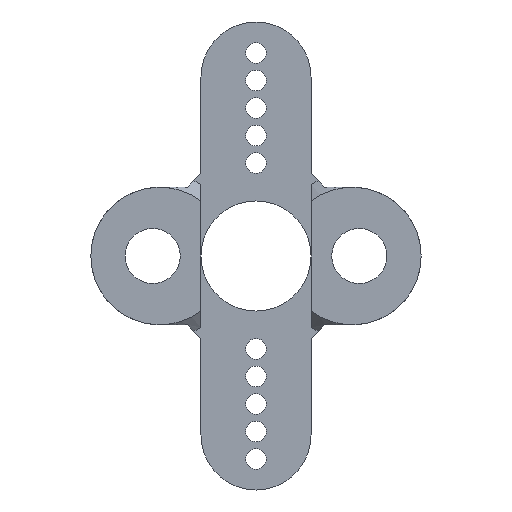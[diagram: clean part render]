
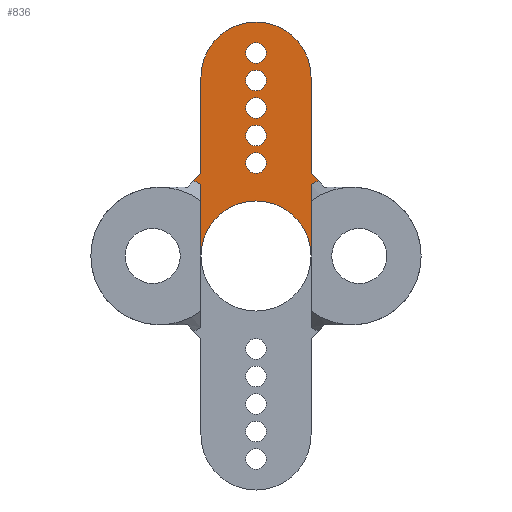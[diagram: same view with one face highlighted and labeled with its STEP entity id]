
A CAD part, front view. The second image highlights one B-rep face of the part: STEP entity #836.
In plain terms, the highlighted planar face has unit normal (0, -1, 0).
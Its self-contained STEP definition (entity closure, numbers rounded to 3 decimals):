
#17=FACE_BOUND('',#261,.T.);
#18=FACE_BOUND('',#262,.T.);
#19=FACE_BOUND('',#263,.T.);
#20=FACE_BOUND('',#264,.T.);
#21=FACE_BOUND('',#265,.T.);
#46=PLANE('',#915);
#74=LINE('',#1335,#135);
#75=LINE('',#1338,#136);
#77=LINE('',#1343,#138);
#78=LINE('',#1345,#139);
#79=LINE('',#1349,#140);
#80=LINE('',#1350,#141);
#135=VECTOR('',#1043,10.);
#136=VECTOR('',#1046,10.);
#138=VECTOR('',#1052,10.);
#139=VECTOR('',#1053,10.);
#140=VECTOR('',#1056,10.);
#141=VECTOR('',#1057,10.);
#214=FACE_OUTER_BOUND('',#260,.T.);
#260=EDGE_LOOP('',(#637,#638,#639,#640,#641,#642,#643,#644,#645,#646));
#261=EDGE_LOOP('',(#647));
#262=EDGE_LOOP('',(#648));
#263=EDGE_LOOP('',(#649));
#264=EDGE_LOOP('',(#650));
#265=EDGE_LOOP('',(#651));
#320=CIRCLE('',#892,6.);
#330=CIRCLE('',#907,6.);
#334=CIRCLE('',#916,4.);
#335=CIRCLE('',#917,4.);
#336=CIRCLE('',#918,0.75);
#337=CIRCLE('',#919,0.75);
#338=CIRCLE('',#920,0.75);
#339=CIRCLE('',#921,0.75);
#340=CIRCLE('',#922,0.75);
#382=VERTEX_POINT('',#1238);
#383=VERTEX_POINT('',#1243);
#405=VERTEX_POINT('',#1310);
#406=VERTEX_POINT('',#1314);
#410=VERTEX_POINT('',#1333);
#411=VERTEX_POINT('',#1337);
#412=VERTEX_POINT('',#1342);
#413=VERTEX_POINT('',#1344);
#414=VERTEX_POINT('',#1346);
#415=VERTEX_POINT('',#1348);
#416=VERTEX_POINT('',#1351);
#417=VERTEX_POINT('',#1353);
#418=VERTEX_POINT('',#1355);
#419=VERTEX_POINT('',#1357);
#420=VERTEX_POINT('',#1359);
#462=EDGE_CURVE('',#382,#383,#320,.T.);
#488=EDGE_CURVE('',#405,#406,#330,.T.);
#497=EDGE_CURVE('',#382,#410,#74,.T.);
#498=EDGE_CURVE('',#411,#406,#75,.T.);
#500=EDGE_CURVE('',#410,#411,#334,.T.);
#501=EDGE_CURVE('',#412,#405,#77,.T.);
#502=EDGE_CURVE('',#412,#413,#78,.T.);
#503=EDGE_CURVE('',#414,#413,#335,.T.);
#504=EDGE_CURVE('',#415,#414,#79,.T.);
#505=EDGE_CURVE('',#383,#415,#80,.T.);
#506=EDGE_CURVE('',#416,#416,#336,.T.);
#507=EDGE_CURVE('',#417,#417,#337,.T.);
#508=EDGE_CURVE('',#418,#418,#338,.T.);
#509=EDGE_CURVE('',#419,#419,#339,.T.);
#510=EDGE_CURVE('',#420,#420,#340,.T.);
#637=ORIENTED_EDGE('',*,*,#497,.T.);
#638=ORIENTED_EDGE('',*,*,#500,.T.);
#639=ORIENTED_EDGE('',*,*,#498,.T.);
#640=ORIENTED_EDGE('',*,*,#488,.F.);
#641=ORIENTED_EDGE('',*,*,#501,.F.);
#642=ORIENTED_EDGE('',*,*,#502,.T.);
#643=ORIENTED_EDGE('',*,*,#503,.F.);
#644=ORIENTED_EDGE('',*,*,#504,.F.);
#645=ORIENTED_EDGE('',*,*,#505,.F.);
#646=ORIENTED_EDGE('',*,*,#462,.F.);
#647=ORIENTED_EDGE('',*,*,#506,.T.);
#648=ORIENTED_EDGE('',*,*,#507,.T.);
#649=ORIENTED_EDGE('',*,*,#508,.T.);
#650=ORIENTED_EDGE('',*,*,#509,.T.);
#651=ORIENTED_EDGE('',*,*,#510,.T.);
#836=ADVANCED_FACE('',(#214,#17,#18,#19,#20,#21),#46,.T.);
#892=AXIS2_PLACEMENT_3D('',#1244,#988,#989);
#907=AXIS2_PLACEMENT_3D('',#1315,#1026,#1027);
#915=AXIS2_PLACEMENT_3D('',#1340,#1048,#1049);
#916=AXIS2_PLACEMENT_3D('',#1341,#1050,#1051);
#917=AXIS2_PLACEMENT_3D('',#1347,#1054,#1055);
#918=AXIS2_PLACEMENT_3D('',#1352,#1058,#1059);
#919=AXIS2_PLACEMENT_3D('',#1354,#1060,#1061);
#920=AXIS2_PLACEMENT_3D('',#1356,#1062,#1063);
#921=AXIS2_PLACEMENT_3D('',#1358,#1064,#1065);
#922=AXIS2_PLACEMENT_3D('',#1360,#1066,#1067);
#988=DIRECTION('center_axis',(0.,-1.,0.));
#989=DIRECTION('ref_axis',(0.707,0.,0.707));
#1026=DIRECTION('center_axis',(0.,-1.,0.));
#1027=DIRECTION('ref_axis',(-0.707,0.,0.707));
#1043=DIRECTION('',(0.,0.,-1.));
#1046=DIRECTION('',(0.,0.,1.));
#1048=DIRECTION('center_axis',(0.,-1.,0.));
#1049=DIRECTION('ref_axis',(0.,0.,-1.));
#1050=DIRECTION('center_axis',(0.,1.,0.));
#1051=DIRECTION('ref_axis',(1.,0.,0.));
#1052=DIRECTION('',(0.707,0.,-0.707));
#1053=DIRECTION('',(0.,0.,1.));
#1054=DIRECTION('center_axis',(0.,1.,0.));
#1055=DIRECTION('ref_axis',(0.707,0.,0.707));
#1056=DIRECTION('',(0.,0.,1.));
#1057=DIRECTION('',(0.707,0.,0.707));
#1058=DIRECTION('center_axis',(0.,1.,0.));
#1059=DIRECTION('ref_axis',(1.,0.,0.));
#1060=DIRECTION('center_axis',(0.,1.,0.));
#1061=DIRECTION('ref_axis',(1.,0.,0.));
#1062=DIRECTION('center_axis',(0.,1.,0.));
#1063=DIRECTION('ref_axis',(1.,0.,0.));
#1064=DIRECTION('center_axis',(0.,1.,0.));
#1065=DIRECTION('ref_axis',(1.,0.,0.));
#1066=DIRECTION('center_axis',(0.,1.,0.));
#1067=DIRECTION('ref_axis',(1.,0.,0.));
#1238=CARTESIAN_POINT('',(-4.,-2.,5.196));
#1243=CARTESIAN_POINT('',(-4.531,-2.,5.469));
#1244=CARTESIAN_POINT('Origin',(-7.,-2.,0.));
#1310=CARTESIAN_POINT('',(4.531,-2.,5.469));
#1314=CARTESIAN_POINT('',(4.,-2.,5.196));
#1315=CARTESIAN_POINT('Origin',(7.,-2.,0.));
#1333=CARTESIAN_POINT('',(-4.,-2.,0.));
#1335=CARTESIAN_POINT('',(-4.,-2.,-5.573));
#1337=CARTESIAN_POINT('',(4.,-2.,0.));
#1338=CARTESIAN_POINT('',(4.,-2.,-2.927));
#1340=CARTESIAN_POINT('Origin',(0.,-2.,-8.5));
#1341=CARTESIAN_POINT('Origin',(0.,-2.,0.));
#1342=CARTESIAN_POINT('',(4.,-2.,6.));
#1343=CARTESIAN_POINT('',(7.125,-2.,2.875));
#1344=CARTESIAN_POINT('',(4.,-2.,13.));
#1345=CARTESIAN_POINT('',(4.,-2.,0.));
#1346=CARTESIAN_POINT('',(-4.,-2.,13.));
#1347=CARTESIAN_POINT('Origin',(0.,-2.,13.));
#1348=CARTESIAN_POINT('',(-4.,-2.,6.));
#1349=CARTESIAN_POINT('',(-4.,-2.,17.));
#1350=CARTESIAN_POINT('',(-7.125,-2.,2.875));
#1351=CARTESIAN_POINT('',(-0.75,-2.,12.75));
#1352=CARTESIAN_POINT('Origin',(0.,-2.,12.75));
#1353=CARTESIAN_POINT('',(-0.75,-2.,14.75));
#1354=CARTESIAN_POINT('Origin',(0.,-2.,14.75));
#1355=CARTESIAN_POINT('',(-0.75,-2.,10.75));
#1356=CARTESIAN_POINT('Origin',(0.,-2.,10.75));
#1357=CARTESIAN_POINT('',(-0.75,-2.,6.75));
#1358=CARTESIAN_POINT('Origin',(0.,-2.,6.75));
#1359=CARTESIAN_POINT('',(-0.75,-2.,8.75));
#1360=CARTESIAN_POINT('Origin',(0.,-2.,8.75));
